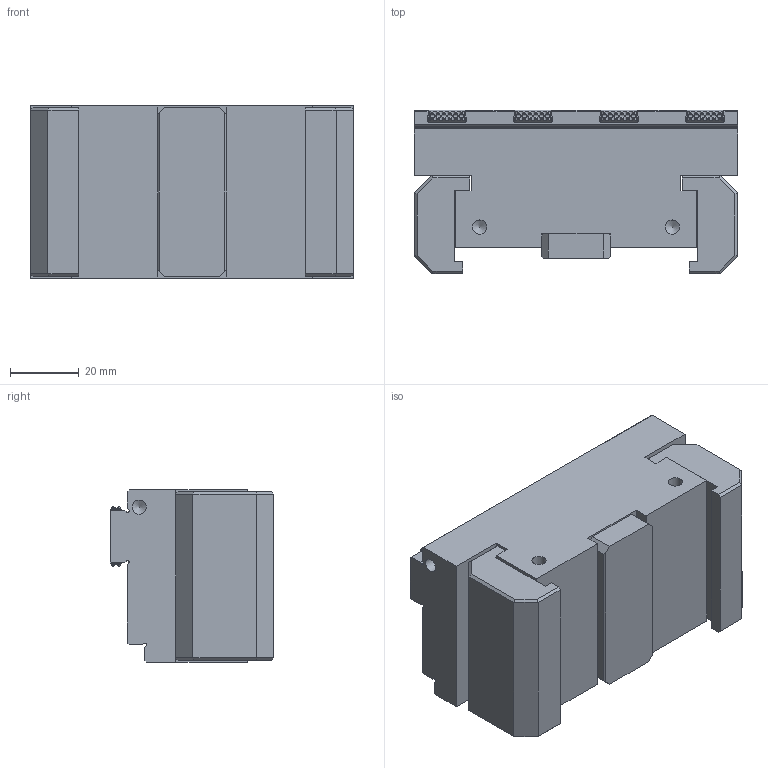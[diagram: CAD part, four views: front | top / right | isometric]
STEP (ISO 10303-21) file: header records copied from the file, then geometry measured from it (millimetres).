
FILE_DESCRIPTION((''),'2;1');
FILE_NAME('300-0094-017-Kunde.stp','2014-11-25T11:06:48',('Sigimeier'),(''),'Autodesk Inventor 2013','Autodesk Inventor 2013','');
FILE_SCHEMA(('AUTOMOTIVE_DESIGN { 1 0 10303 214 1 1 1 1 }'));
Length unit declared in the file: millimetre
Products named in the file (1): 5126-0094-017-Kd
Bounding box: 94 x 47.54 x 50 mm (x, y, z)
Volume: 175688.1 mm3; surface area: 32992.4 mm2
Topology: 1 solids, 1 shells, 754 faces, 2139 edges, 1384 vertices
Faces by surface type: plane 540, cylinder 189, cone 25
Full cylindrical faces by diameter (mm): 2.459 x7, 3.5 x7, 4.134 x4
Entity records: 25362 total; most frequent: CARTESIAN_POINT 5347, ORIENTED_EDGE 4128, DIRECTION 3840, EDGE_CURVE 2064, VECTOR 1462, LINE 1462, VERTEX_POINT 1352, AXIS2_PLACEMENT_3D 1189
